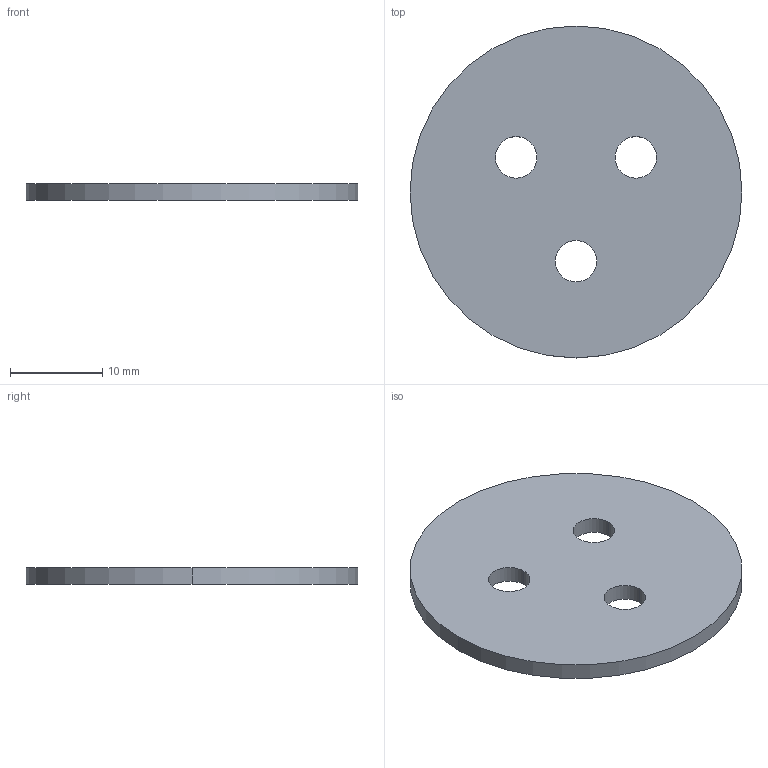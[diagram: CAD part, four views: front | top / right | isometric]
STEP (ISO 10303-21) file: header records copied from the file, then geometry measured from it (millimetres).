
FILE_DESCRIPTION (( 'STEP AP203' ), '1' );
FILE_NAME ('MS001-A.02.027SL.1.1MS001-A菜え.step', '2021-08-27T10:46:53', ( 'Windows User' ), ( 'P R C' ), 'SwSTEP 2.0', 'SolidWorks 2016', '' );
FILE_SCHEMA (( 'CONFIG_CONTROL_DESIGN' ));
Length unit declared in the file: millimetre
Products named in the file (1): MS001-A.02.027SL.1.1MS001-A菜え
Bounding box: 36 x 36 x 1.8 mm (x, y, z)
Volume: 1746.3 mm3; surface area: 2220.2 mm2
Topology: 1 solids, 1 shells, 10 faces, 24 edges, 16 vertices
Faces by surface type: cylinder 8, plane 2
Entity records: 393 total; most frequent: DIRECTION 62, CARTESIAN_POINT 51, ORIENTED_EDGE 48, AXIS2_PLACEMENT_3D 27, EDGE_CURVE 24, EDGE_LOOP 16, VERTEX_POINT 16, CIRCLE 16
